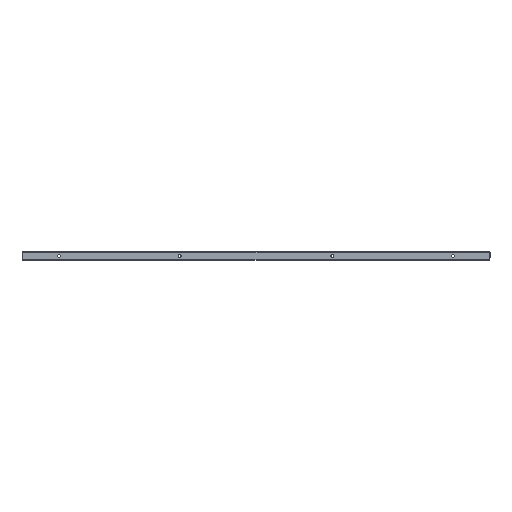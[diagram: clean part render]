
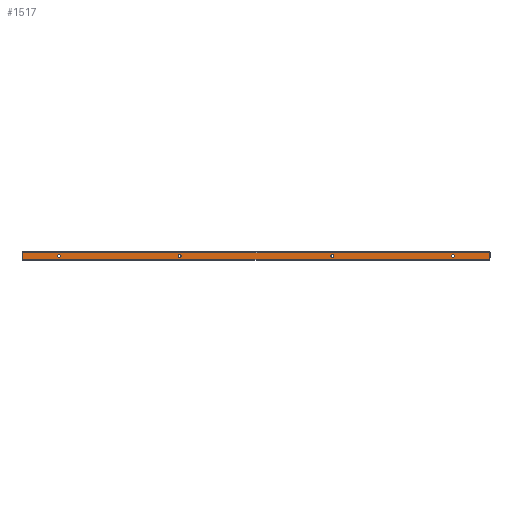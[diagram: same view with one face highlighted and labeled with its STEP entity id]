
A CAD part, front view. The second image highlights one B-rep face of the part: STEP entity #1517.
In plain terms, the highlighted planar face has unit normal (0, -1, 0).
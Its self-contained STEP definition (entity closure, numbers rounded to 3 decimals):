
#43 = ORIENTED_EDGE ( 'NONE', *, *, #521, .T. ) ;
#48 = ORIENTED_EDGE ( 'NONE', *, *, #523, .T. ) ;
#51 = ORIENTED_EDGE ( 'NONE', *, *, #514, .F. ) ;
#66 = ORIENTED_EDGE ( 'NONE', *, *, #1147, .T. ) ;
#78 = ORIENTED_EDGE ( 'NONE', *, *, #499, .F. ) ;
#79 = ORIENTED_EDGE ( 'NONE', *, *, #1326, .F. ) ;
#81 = ORIENTED_EDGE ( 'NONE', *, *, #522, .T. ) ;
#112 = ORIENTED_EDGE ( 'NONE', *, *, #519, .T. ) ;
#481 = AXIS2_PLACEMENT_3D ( 'NONE', #1790, #1787, #1786 ) ;
#492 = EDGE_CURVE ( 'NONE', #1680, #1589, #1280, .T. ) ;
#499 = EDGE_CURVE ( 'NONE', #1575, #1593, #1184, .T. ) ;
#510 = EDGE_CURVE ( 'NONE', #1633, #1678, #2717, .T. ) ;
#514 = EDGE_CURVE ( 'NONE', #1385, #1582, #2727, .T. ) ;
#515 = EDGE_CURVE ( 'NONE', #1589, #1680, #2790, .T. ) ;
#519 = EDGE_CURVE ( 'NONE', #1385, #1675, #2755, .T. ) ;
#520 = EDGE_CURVE ( 'NONE', #1662, #1582, #1171, .T. ) ;
#521 = EDGE_CURVE ( 'NONE', #1675, #1662, #2789, .T. ) ;
#522 = EDGE_CURVE ( 'NONE', #1678, #1633, #2799, .T. ) ;
#523 = EDGE_CURVE ( 'NONE', #1610, #1665, #2788, .T. ) ;
#730 = ORIENTED_EDGE ( 'NONE', *, *, #510, .T. ) ;
#738 = ORIENTED_EDGE ( 'NONE', *, *, #492, .F. ) ;
#747 = ORIENTED_EDGE ( 'NONE', *, *, #520, .T. ) ;
#748 = ORIENTED_EDGE ( 'NONE', *, *, #515, .F. ) ;
#803 = FACE_BOUND ( 'NONE', #2840, .T. ) ;
#813 = CIRCLE ( 'NONE', #1747, 4.5 ) ;
#815 = FACE_BOUND ( 'NONE', #2843, .T. ) ;
#826 = FACE_BOUND ( 'NONE', #2955, .T. ) ;
#831 = FACE_BOUND ( 'NONE', #2904, .T. ) ;
#834 = FACE_OUTER_BOUND ( 'NONE', #2969, .T. ) ;
#1147 = EDGE_CURVE ( 'NONE', #1665, #1610, #1462, .T. ) ;
#1171 = LINE ( 'NONE', #1850, #1176 ) ;
#1176 = VECTOR ( 'NONE', #1816, 1000. ) ;
#1184 = CIRCLE ( 'NONE', #481, 4.5 ) ;
#1280 = CIRCLE ( 'NONE', #2035, 4.5 ) ;
#1326 = EDGE_CURVE ( 'NONE', #1593, #1575, #813, .T. ) ;
#1385 = VERTEX_POINT ( 'NONE', #3071 ) ;
#1462 = CIRCLE ( 'NONE', #1746, 4.5 ) ;
#1517 = ADVANCED_FACE ( 'NONE', ( #803, #834, #831, #826, #815 ), #2987, .F. ) ;
#1575 = VERTEX_POINT ( 'NONE', #2596 ) ;
#1582 = VERTEX_POINT ( 'NONE', #2577 ) ;
#1589 = VERTEX_POINT ( 'NONE', #2603 ) ;
#1593 = VERTEX_POINT ( 'NONE', #2593 ) ;
#1610 = VERTEX_POINT ( 'NONE', #2503 ) ;
#1633 = VERTEX_POINT ( 'NONE', #2480 ) ;
#1662 = VERTEX_POINT ( 'NONE', #2488 ) ;
#1665 = VERTEX_POINT ( 'NONE', #2490 ) ;
#1675 = VERTEX_POINT ( 'NONE', #2501 ) ;
#1678 = VERTEX_POINT ( 'NONE', #2502 ) ;
#1680 = VERTEX_POINT ( 'NONE', #2505 ) ;
#1734 = AXIS2_PLACEMENT_3D ( 'NONE', #1925, #1847, #1931 ) ;
#1736 = AXIS2_PLACEMENT_3D ( 'NONE', #1821, #1849, #1848 ) ;
#1739 = AXIS2_PLACEMENT_3D ( 'NONE', #1882, #1874, #1878 ) ;
#1746 = AXIS2_PLACEMENT_3D ( 'NONE', #3296, #3165, #3274 ) ;
#1747 = AXIS2_PLACEMENT_3D ( 'NONE', #3124, #3145, #3138 ) ;
#1754 = AXIS2_PLACEMENT_3D ( 'NONE', #2988, #2994, #2995 ) ;
#1756 = AXIS2_PLACEMENT_3D ( 'NONE', #1871, #1862, #1986 ) ;
#1786 = DIRECTION ( 'NONE',  ( 0., 0., 1. ) ) ;
#1787 = DIRECTION ( 'NONE',  ( 0., -1., 0. ) ) ;
#1790 = CARTESIAN_POINT ( 'NONE',  ( 625., -400., -11. ) ) ;
#1812 = DIRECTION ( 'NONE',  ( 1., 0., 0. ) ) ;
#1815 = CARTESIAN_POINT ( 'NONE',  ( -740., -400., -21.99 ) ) ;
#1816 = DIRECTION ( 'NONE',  ( 0., 0., 1. ) ) ;
#1820 = DIRECTION ( 'NONE',  ( 0., 0., -1. ) ) ;
#1821 = CARTESIAN_POINT ( 'NONE',  ( -242., -400., -11. ) ) ;
#1847 = DIRECTION ( 'NONE',  ( 0., 1., 0. ) ) ;
#1848 = DIRECTION ( 'NONE',  ( 0., 0., 1. ) ) ;
#1849 = DIRECTION ( 'NONE',  ( 0., 1., 0. ) ) ;
#1850 = CARTESIAN_POINT ( 'NONE',  ( 740., -400., 0. ) ) ;
#1862 = DIRECTION ( 'NONE',  ( 0., -1., 0. ) ) ;
#1863 = CARTESIAN_POINT ( 'NONE',  ( -740., -400., -22. ) ) ;
#1869 = CARTESIAN_POINT ( 'NONE',  ( -740., -400., -0.01 ) ) ;
#1870 = DIRECTION ( 'NONE',  ( 1., 0., 0. ) ) ;
#1871 = CARTESIAN_POINT ( 'NONE',  ( 242., -400., -11. ) ) ;
#1874 = DIRECTION ( 'NONE',  ( 0., 1., 0. ) ) ;
#1878 = DIRECTION ( 'NONE',  ( 0., 0., 1. ) ) ;
#1882 = CARTESIAN_POINT ( 'NONE',  ( -242., -400., -11. ) ) ;
#1925 = CARTESIAN_POINT ( 'NONE',  ( -625., -400., -11. ) ) ;
#1931 = DIRECTION ( 'NONE',  ( 0., 0., 1. ) ) ;
#1951 = DIRECTION ( 'NONE',  ( 0., -1., 0. ) ) ;
#1979 = DIRECTION ( 'NONE',  ( 0., 0., 1. ) ) ;
#1986 = DIRECTION ( 'NONE',  ( 0., 0., 1. ) ) ;
#2017 = CARTESIAN_POINT ( 'NONE',  ( 242., -400., -11. ) ) ;
#2035 = AXIS2_PLACEMENT_3D ( 'NONE', #2017, #1951, #1979 ) ;
#2480 = CARTESIAN_POINT ( 'NONE',  ( -242., -400., -15.5 ) ) ;
#2488 = CARTESIAN_POINT ( 'NONE',  ( 740., -400., -21.99 ) ) ;
#2490 = CARTESIAN_POINT ( 'NONE',  ( -625., -400., -15.5 ) ) ;
#2501 = CARTESIAN_POINT ( 'NONE',  ( -740., -400., -21.99 ) ) ;
#2502 = CARTESIAN_POINT ( 'NONE',  ( -242., -400., -6.5 ) ) ;
#2503 = CARTESIAN_POINT ( 'NONE',  ( -625., -400., -6.5 ) ) ;
#2505 = CARTESIAN_POINT ( 'NONE',  ( 242., -400., -6.5 ) ) ;
#2577 = CARTESIAN_POINT ( 'NONE',  ( 740., -400., -0.01 ) ) ;
#2593 = CARTESIAN_POINT ( 'NONE',  ( 625., -400., -15.5 ) ) ;
#2596 = CARTESIAN_POINT ( 'NONE',  ( 625., -400., -6.5 ) ) ;
#2603 = CARTESIAN_POINT ( 'NONE',  ( 242., -400., -15.5 ) ) ;
#2717 = CIRCLE ( 'NONE', #1739, 4.5 ) ;
#2727 = LINE ( 'NONE', #1869, #2756 ) ;
#2755 = LINE ( 'NONE', #1863, #2801 ) ;
#2756 = VECTOR ( 'NONE', #1870, 1000. ) ;
#2779 = VECTOR ( 'NONE', #1812, 1000. ) ;
#2788 = CIRCLE ( 'NONE', #1734, 4.5 ) ;
#2789 = LINE ( 'NONE', #1815, #2779 ) ;
#2790 = CIRCLE ( 'NONE', #1756, 4.5 ) ;
#2799 = CIRCLE ( 'NONE', #1736, 4.5 ) ;
#2801 = VECTOR ( 'NONE', #1820, 1000. ) ;
#2840 = EDGE_LOOP ( 'NONE', ( #738, #748 ) ) ;
#2843 = EDGE_LOOP ( 'NONE', ( #78, #79 ) ) ;
#2904 = EDGE_LOOP ( 'NONE', ( #48, #66 ) ) ;
#2955 = EDGE_LOOP ( 'NONE', ( #81, #730 ) ) ;
#2969 = EDGE_LOOP ( 'NONE', ( #43, #747, #51, #112 ) ) ;
#2987 = PLANE ( 'NONE',  #1754 ) ;
#2988 = CARTESIAN_POINT ( 'NONE',  ( -740., -400., 0. ) ) ;
#2994 = DIRECTION ( 'NONE',  ( 0., 1., 0. ) ) ;
#2995 = DIRECTION ( 'NONE',  ( 0., 0., 1. ) ) ;
#3071 = CARTESIAN_POINT ( 'NONE',  ( -740., -400., -0.01 ) ) ;
#3124 = CARTESIAN_POINT ( 'NONE',  ( 625., -400., -11. ) ) ;
#3138 = DIRECTION ( 'NONE',  ( 0., 0., 1. ) ) ;
#3145 = DIRECTION ( 'NONE',  ( 0., -1., 0. ) ) ;
#3165 = DIRECTION ( 'NONE',  ( 0., 1., 0. ) ) ;
#3274 = DIRECTION ( 'NONE',  ( 0., 0., 1. ) ) ;
#3296 = CARTESIAN_POINT ( 'NONE',  ( -625., -400., -11. ) ) ;
